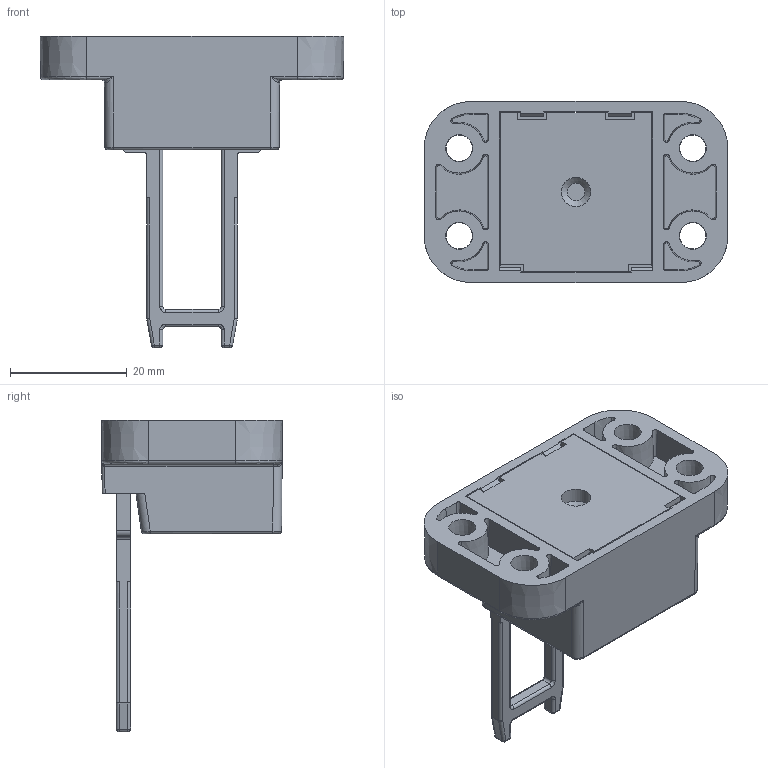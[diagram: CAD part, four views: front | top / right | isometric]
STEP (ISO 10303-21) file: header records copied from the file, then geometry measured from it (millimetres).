
FILE_DESCRIPTION (( 'STEP AP214' ), '1' );
FILE_NAME ('KEY29R.STEP', '2023-05-04T18:19:53', ( '' ), ( '' ), 'SwSTEP 2.0', 'SolidWorks 2021', '' );
FILE_SCHEMA (( 'AUTOMOTIVE_DESIGN' ));
Length unit declared in the file: inch
Products named in the file (1): KEY29R
Bounding box: 52 x 31 x 53.41 mm (x, y, z)
Volume: 12486.8 mm3; surface area: 13201.5 mm2
Topology: 1 solids, 1 shells, 343 faces, 935 edges, 582 vertices
Faces by surface type: plane 171, cylinder 76, cone 56, bspline 40
Full cylindrical faces by diameter (mm): 5 x1, 8.8 x1
Entity records: 16276 total; most frequent: CARTESIAN_POINT 3616, ORIENTED_EDGE 1756, DIRECTION 1610, EDGE_CURVE 878, VERTEX_POINT 555, VECTOR 542, LINE 542, AXIS2_PLACEMENT_3D 534
